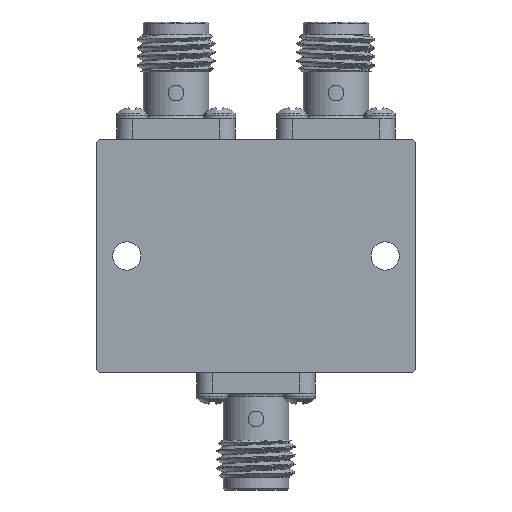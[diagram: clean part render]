
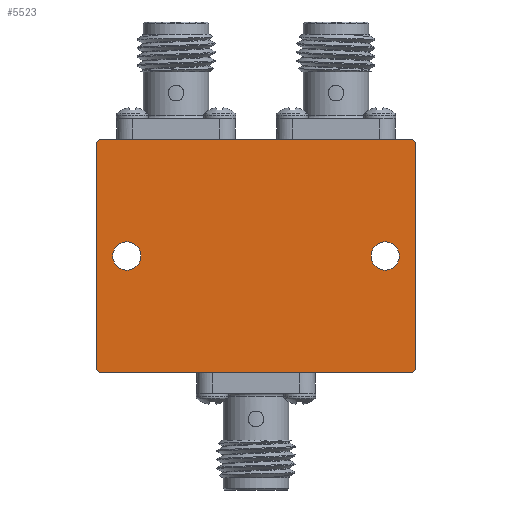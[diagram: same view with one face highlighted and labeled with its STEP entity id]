
A CAD part, front view. The second image highlights one B-rep face of the part: STEP entity #5523.
In plain terms, the highlighted planar face has unit normal (0, -1, 0).
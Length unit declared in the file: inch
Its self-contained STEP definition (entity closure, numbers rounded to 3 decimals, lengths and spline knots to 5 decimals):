
#77 = VERTEX_POINT ( 'NONE', #4487 ) ;
#169 = VERTEX_POINT ( 'NONE', #31255 ) ;
#227 = CIRCLE ( 'NONE', #8529, 0.02 ) ;
#279 = CIRCLE ( 'NONE', #18458, 0.02 ) ;
#298 = VERTEX_POINT ( 'NONE', #1227 ) ;
#375 = DIRECTION ( 'NONE',  ( 0., 0., -1. ) ) ;
#493 = EDGE_CURVE ( 'NONE', #31477, #31477, #30077, .T. ) ;
#554 = FACE_BOUND ( 'NONE', #1973, .T. ) ;
#712 = PLANE ( 'NONE',  #15884 ) ;
#1227 = CARTESIAN_POINT ( 'NONE',  ( -0.51181, -0.19685, 0.35402 ) ) ;
#1739 = CARTESIAN_POINT ( 'NONE',  ( 0.41339, -0.19685, 0. ) ) ;
#1973 = EDGE_LOOP ( 'NONE', ( #25324 ) ) ;
#2166 = EDGE_CURVE ( 'NONE', #17870, #4701, #279, .T. ) ;
#2182 = EDGE_CURVE ( 'NONE', #169, #9459, #26762, .T. ) ;
#2508 = ORIENTED_EDGE ( 'NONE', *, *, #7999, .T. ) ;
#2951 = EDGE_CURVE ( 'NONE', #13040, #9459, #26411, .T. ) ;
#3132 = EDGE_CURVE ( 'NONE', #30146, #298, #227, .T. ) ;
#4148 = CARTESIAN_POINT ( 'NONE',  ( 0.51181, -0.19685, 0.37402 ) ) ;
#4487 = CARTESIAN_POINT ( 'NONE',  ( 0.41339, -0.19685, 0.04528 ) ) ;
#4614 = CIRCLE ( 'NONE', #22775, 0.02 ) ;
#4701 = VERTEX_POINT ( 'NONE', #5019 ) ;
#5019 = CARTESIAN_POINT ( 'NONE',  ( -0.49181, -0.19685, -0.37402 ) ) ;
#5256 = CARTESIAN_POINT ( 'NONE',  ( -0.49181, -0.19685, 0.35402 ) ) ;
#5523 = ADVANCED_FACE ( 'NONE', ( #15995, #554, #7872 ), #712, .T. ) ;
#6208 = DIRECTION ( 'NONE',  ( 0., 0., -1. ) ) ;
#6528 = CIRCLE ( 'NONE', #8605, 0.04528 ) ;
#7022 = EDGE_LOOP ( 'NONE', ( #2508 ) ) ;
#7332 = CARTESIAN_POINT ( 'NONE',  ( -0.51181, -0.19685, 0.37402 ) ) ;
#7779 = VECTOR ( 'NONE', #16172, 39.37008 ) ;
#7872 = FACE_BOUND ( 'NONE', #7022, .T. ) ;
#7999 = EDGE_CURVE ( 'NONE', #77, #77, #6528, .T. ) ;
#8159 = DIRECTION ( 'NONE',  ( 0., -1., 0. ) ) ;
#8350 = CARTESIAN_POINT ( 'NONE',  ( 0., -0.19685, 0. ) ) ;
#8418 = ORIENTED_EDGE ( 'NONE', *, *, #29026, .T. ) ;
#8529 = AXIS2_PLACEMENT_3D ( 'NONE', #5256, #17450, #375 ) ;
#8605 = AXIS2_PLACEMENT_3D ( 'NONE', #1739, #19150, #21575 ) ;
#9459 = VERTEX_POINT ( 'NONE', #19928 ) ;
#9637 = AXIS2_PLACEMENT_3D ( 'NONE', #19213, #29123, #11241 ) ;
#9655 = DIRECTION ( 'NONE',  ( 0., 0., 1. ) ) ;
#10497 = ORIENTED_EDGE ( 'NONE', *, *, #14144, .F. ) ;
#10752 = ORIENTED_EDGE ( 'NONE', *, *, #2951, .F. ) ;
#11241 = DIRECTION ( 'NONE',  ( 0., 0., -1. ) ) ;
#11947 = DIRECTION ( 'NONE',  ( 0., 1., 0. ) ) ;
#12209 = LINE ( 'NONE', #7332, #19738 ) ;
#13034 = DIRECTION ( 'NONE',  ( 0., 0., -1. ) ) ;
#13040 = VERTEX_POINT ( 'NONE', #18897 ) ;
#14063 = DIRECTION ( 'NONE',  ( 0., 0., -1. ) ) ;
#14144 = EDGE_CURVE ( 'NONE', #17870, #298, #12209, .T. ) ;
#15419 = ORIENTED_EDGE ( 'NONE', *, *, #2166, .T. ) ;
#15884 = AXIS2_PLACEMENT_3D ( 'NONE', #8350, #20870, #22979 ) ;
#15995 = FACE_OUTER_BOUND ( 'NONE', #26164, .T. ) ;
#16105 = EDGE_CURVE ( 'NONE', #169, #4701, #29003, .T. ) ;
#16172 = DIRECTION ( 'NONE',  ( -1., 0., 0. ) ) ;
#16222 = VERTEX_POINT ( 'NONE', #29640 ) ;
#17450 = DIRECTION ( 'NONE',  ( 0., -1., 0. ) ) ;
#17870 = VERTEX_POINT ( 'NONE', #23715 ) ;
#17980 = VECTOR ( 'NONE', #19788, 39.37008 ) ;
#18458 = AXIS2_PLACEMENT_3D ( 'NONE', #21327, #18570, #6208 ) ;
#18483 = CARTESIAN_POINT ( 'NONE',  ( -0.41339, -0.19685, 0.04528 ) ) ;
#18570 = DIRECTION ( 'NONE',  ( 0., -1., 0. ) ) ;
#18897 = CARTESIAN_POINT ( 'NONE',  ( 0.51181, -0.19685, 0.35402 ) ) ;
#19150 = DIRECTION ( 'NONE',  ( 0., 1., 0. ) ) ;
#19213 = CARTESIAN_POINT ( 'NONE',  ( 0.49181, -0.19685, -0.35402 ) ) ;
#19738 = VECTOR ( 'NONE', #24725, 39.37008 ) ;
#19788 = DIRECTION ( 'NONE',  ( 1., 0., 0. ) ) ;
#19928 = CARTESIAN_POINT ( 'NONE',  ( 0.51181, -0.19685, -0.35402 ) ) ;
#20105 = LINE ( 'NONE', #22386, #17980 ) ;
#20870 = DIRECTION ( 'NONE',  ( 0., -1., 0. ) ) ;
#21327 = CARTESIAN_POINT ( 'NONE',  ( -0.49181, -0.19685, -0.35402 ) ) ;
#21575 = DIRECTION ( 'NONE',  ( 0., 0., 1. ) ) ;
#21671 = ORIENTED_EDGE ( 'NONE', *, *, #24424, .F. ) ;
#22386 = CARTESIAN_POINT ( 'NONE',  ( -0.51181, -0.19685, 0.37402 ) ) ;
#22775 = AXIS2_PLACEMENT_3D ( 'NONE', #22794, #8159, #13034 ) ;
#22794 = CARTESIAN_POINT ( 'NONE',  ( 0.49181, -0.19685, 0.35402 ) ) ;
#22843 = AXIS2_PLACEMENT_3D ( 'NONE', #24606, #11947, #9655 ) ;
#22979 = DIRECTION ( 'NONE',  ( 0., 0., -1. ) ) ;
#23715 = CARTESIAN_POINT ( 'NONE',  ( -0.51181, -0.19685, -0.35402 ) ) ;
#23858 = ORIENTED_EDGE ( 'NONE', *, *, #2182, .T. ) ;
#24424 = EDGE_CURVE ( 'NONE', #30146, #16222, #20105, .T. ) ;
#24606 = CARTESIAN_POINT ( 'NONE',  ( -0.41339, -0.19685, 0. ) ) ;
#24725 = DIRECTION ( 'NONE',  ( 0., 0., 1. ) ) ;
#25324 = ORIENTED_EDGE ( 'NONE', *, *, #493, .T. ) ;
#26164 = EDGE_LOOP ( 'NONE', ( #10497, #15419, #30256, #23858, #10752, #8418, #21671, #31587 ) ) ;
#26411 = LINE ( 'NONE', #4148, #28345 ) ;
#26762 = CIRCLE ( 'NONE', #9637, 0.02 ) ;
#28345 = VECTOR ( 'NONE', #14063, 39.37008 ) ;
#29003 = LINE ( 'NONE', #31277, #7779 ) ;
#29026 = EDGE_CURVE ( 'NONE', #13040, #16222, #4614, .T. ) ;
#29123 = DIRECTION ( 'NONE',  ( 0., -1., 0. ) ) ;
#29640 = CARTESIAN_POINT ( 'NONE',  ( 0.49181, -0.19685, 0.37402 ) ) ;
#30077 = CIRCLE ( 'NONE', #22843, 0.04528 ) ;
#30146 = VERTEX_POINT ( 'NONE', #30300 ) ;
#30256 = ORIENTED_EDGE ( 'NONE', *, *, #16105, .F. ) ;
#30300 = CARTESIAN_POINT ( 'NONE',  ( -0.49181, -0.19685, 0.37402 ) ) ;
#31255 = CARTESIAN_POINT ( 'NONE',  ( 0.49181, -0.19685, -0.37402 ) ) ;
#31277 = CARTESIAN_POINT ( 'NONE',  ( -0.51181, -0.19685, -0.37402 ) ) ;
#31477 = VERTEX_POINT ( 'NONE', #18483 ) ;
#31587 = ORIENTED_EDGE ( 'NONE', *, *, #3132, .T. ) ;
